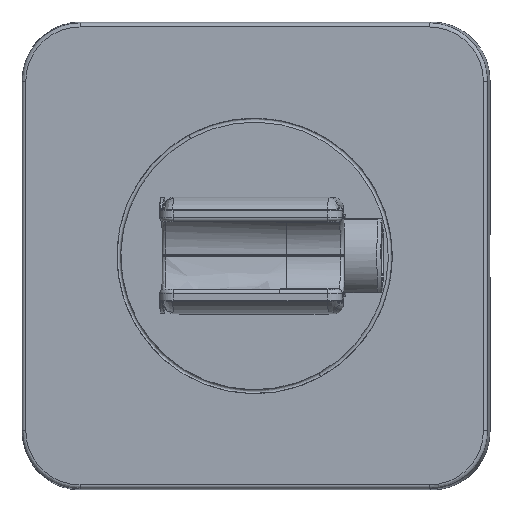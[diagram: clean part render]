
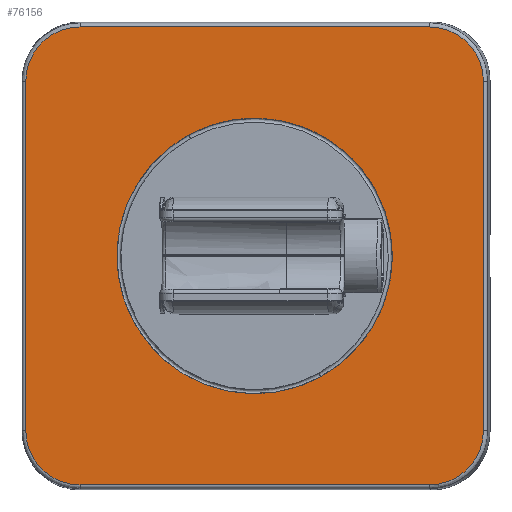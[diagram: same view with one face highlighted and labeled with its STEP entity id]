
A CAD part, top view. The second image highlights one B-rep face of the part: STEP entity #76156.
In plain terms, the highlighted face is planar.
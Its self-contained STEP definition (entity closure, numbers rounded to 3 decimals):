
#75731=DIRECTION(' ',(0.,0.,1.));
#75736=CARTESIAN_POINT(' ',(-59.026,-59.026,12.));
#75741=DIRECTION(' ',(1.,0.,0.));
#75746=AXIS2_PLACEMENT_3D(' ',#75736,#75731,#75741);
#75751=PLANE('',#75746);
#75756=CARTESIAN_POINT(' ',(45.031,-59.026,12.));
#75761=DIRECTION(' ',(-1.,0.,0.));
#75766=VECTOR(' ',#75761,1.);
#75771=LINE('',#75756,#75766);
#75776=CARTESIAN_POINT(' ',(45.031,-59.026,12.));
#75777=VERTEX_POINT(' ',#75776);
#75781=CARTESIAN_POINT(' ',(-45.031,-59.026,12.));
#75782=VERTEX_POINT(' ',#75781);
#75786=EDGE_CURVE(' ',#75777,#75782,#75771,.T.);
#75791=ORIENTED_EDGE(' ',*,*,#75786,.F.);
#75796=CARTESIAN_POINT(' ',(45.033,-45.033,12.));
#75801=DIRECTION(' ',(0.,0.,-1.));
#75806=DIRECTION(' ',(1.,0.,0.));
#75811=AXIS2_PLACEMENT_3D(' ',#75796,#75801,#75806);
#75816=CIRCLE('',#75811,13.993);
#75821=CARTESIAN_POINT(' ',(59.026,-45.031,12.));
#75822=VERTEX_POINT(' ',#75821);
#75826=EDGE_CURVE(' ',#75822,#75777,#75816,.T.);
#75831=ORIENTED_EDGE(' ',*,*,#75826,.F.);
#75836=CARTESIAN_POINT(' ',(59.026,45.031,12.));
#75841=DIRECTION(' ',(0.,-1.,0.));
#75846=VECTOR(' ',#75841,1.);
#75851=LINE('',#75836,#75846);
#75856=CARTESIAN_POINT(' ',(59.026,45.031,12.));
#75857=VERTEX_POINT(' ',#75856);
#75861=EDGE_CURVE(' ',#75857,#75822,#75851,.T.);
#75866=ORIENTED_EDGE(' ',*,*,#75861,.F.);
#75871=CARTESIAN_POINT(' ',(45.033,45.033,12.));
#75876=DIRECTION(' ',(0.,0.,-1.));
#75881=DIRECTION(' ',(0.,1.,0.));
#75886=AXIS2_PLACEMENT_3D(' ',#75871,#75876,#75881);
#75891=CIRCLE('',#75886,13.993);
#75896=CARTESIAN_POINT(' ',(45.031,59.026,12.));
#75897=VERTEX_POINT(' ',#75896);
#75901=EDGE_CURVE(' ',#75897,#75857,#75891,.T.);
#75906=ORIENTED_EDGE(' ',*,*,#75901,.F.);
#75911=CARTESIAN_POINT(' ',(-45.031,59.026,12.));
#75916=DIRECTION(' ',(1.,0.,0.));
#75921=VECTOR(' ',#75916,1.);
#75926=LINE('',#75911,#75921);
#75931=CARTESIAN_POINT(' ',(-45.031,59.026,12.));
#75932=VERTEX_POINT(' ',#75931);
#75936=EDGE_CURVE(' ',#75932,#75897,#75926,.T.);
#75941=ORIENTED_EDGE(' ',*,*,#75936,.F.);
#75946=CARTESIAN_POINT(' ',(-45.033,45.033,12.));
#75951=DIRECTION(' ',(0.,0.,-1.));
#75956=DIRECTION(' ',(-1.,0.,0.));
#75961=AXIS2_PLACEMENT_3D(' ',#75946,#75951,#75956);
#75966=CIRCLE('',#75961,13.993);
#75971=CARTESIAN_POINT(' ',(-59.026,45.031,12.));
#75972=VERTEX_POINT(' ',#75971);
#75976=EDGE_CURVE(' ',#75972,#75932,#75966,.T.);
#75981=ORIENTED_EDGE(' ',*,*,#75976,.F.);
#75986=CARTESIAN_POINT(' ',(-59.026,-45.031,12.));
#75991=DIRECTION(' ',(0.,1.,0.));
#75996=VECTOR(' ',#75991,1.);
#76001=LINE('',#75986,#75996);
#76006=CARTESIAN_POINT(' ',(-59.026,-45.031,12.));
#76007=VERTEX_POINT(' ',#76006);
#76011=EDGE_CURVE(' ',#76007,#75972,#76001,.T.);
#76016=ORIENTED_EDGE(' ',*,*,#76011,.F.);
#76021=CARTESIAN_POINT(' ',(-45.033,-45.033,12.));
#76026=DIRECTION(' ',(0.,0.,-1.));
#76031=DIRECTION(' ',(0.,-1.,0.));
#76036=AXIS2_PLACEMENT_3D(' ',#76021,#76026,#76031);
#76041=CIRCLE('',#76036,13.993);
#76046=EDGE_CURVE(' ',#75782,#76007,#76041,.T.);
#76051=ORIENTED_EDGE(' ',*,*,#76046,.F.);
#76056=EDGE_LOOP(' ',(#75791,#75831,#75866,#75906,#75941,#75981,#76016,#76051));
#76061=FACE_OUTER_BOUND(' ',#76056,.T.);
#76066=CARTESIAN_POINT(' ',(0.,0.,12.));
#76071=DIRECTION(' ',(0.,0.,1.));
#76076=DIRECTION(' ',(0.479,-0.878,0.));
#76081=AXIS2_PLACEMENT_3D(' ',#76066,#76071,#76076);
#76086=CIRCLE('',#76081,35.5);
#76091=CARTESIAN_POINT(' ',(17.02,-31.154,12.));
#76092=VERTEX_POINT(' ',#76091);
#76096=CARTESIAN_POINT(' ',(-17.02,31.154,12.));
#76097=VERTEX_POINT(' ',#76096);
#76101=EDGE_CURVE(' ',#76092,#76097,#76086,.T.);
#76106=ORIENTED_EDGE(' ',*,*,#76101,.F.);
#76111=CARTESIAN_POINT(' ',(0.,0.,12.));
#76116=DIRECTION(' ',(0.,0.,1.));
#76121=DIRECTION(' ',(-0.479,0.878,0.));
#76126=AXIS2_PLACEMENT_3D(' ',#76111,#76116,#76121);
#76131=CIRCLE('',#76126,35.5);
#76136=EDGE_CURVE(' ',#76097,#76092,#76131,.T.);
#76141=ORIENTED_EDGE(' ',*,*,#76136,.F.);
#76146=EDGE_LOOP(' ',(#76106,#76141));
#76151=FACE_BOUND(' ',#76146,.T.);
#76156=ADVANCED_FACE('',(#76061,#76151),#75751,.T.);
